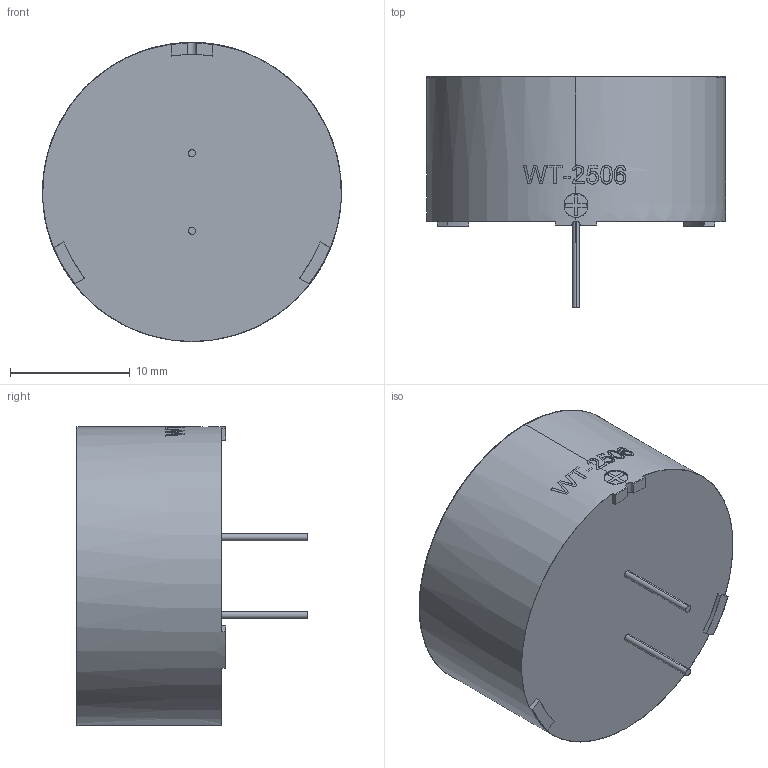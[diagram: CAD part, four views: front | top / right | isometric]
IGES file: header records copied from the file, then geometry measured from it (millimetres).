
Start section: SolidWorks IGES file using analytic representation for surfaces
Global section: file name: WT-2506.IGS; native system: SolidWorks 2013; preprocessor: SolidWorks 2013; author: Gem; date: 170306.132533; units: millimetre
Bounding box: 25 x 19.33 x 25.01 mm (x, y, z)
Surface area: 1983.3 mm2 (no closed solid volume)
Topology: 0 solids, 0 shells, 150 faces, 1421 edges, 1421 vertices
Faces by surface type: bspline 124, revolution 26
